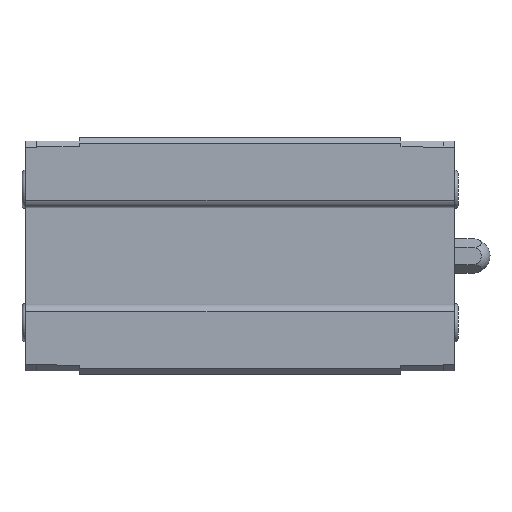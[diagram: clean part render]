
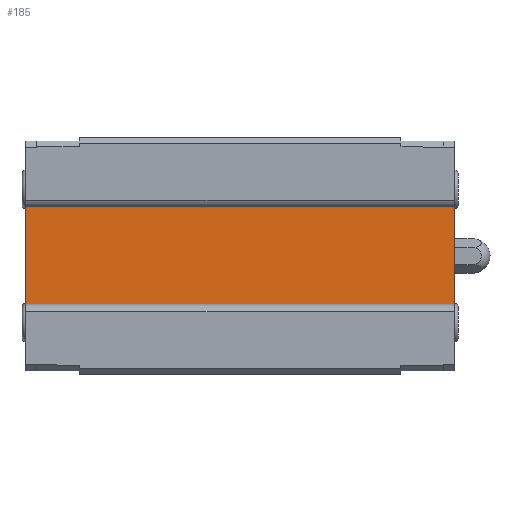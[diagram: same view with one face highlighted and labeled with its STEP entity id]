
A CAD part, front view. The second image highlights one B-rep face of the part: STEP entity #185.
In plain terms, the highlighted planar face has unit normal (0, -1, 0).
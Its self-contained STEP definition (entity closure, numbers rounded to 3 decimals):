
#19 = VERTEX_POINT ( 'NONE', #1073 ) ;
#39 = EDGE_CURVE ( 'NONE', #53, #19, #1155, .T. ) ;
#53 = VERTEX_POINT ( 'NONE', #1133 ) ;
#180 = EDGE_CURVE ( 'NONE', #53, #924, #1358, .T. ) ;
#184 = EDGE_LOOP ( 'NONE', ( #187, #205, #199, #203 ) ) ;
#185 = ADVANCED_FACE ( 'NONE', ( #1354 ), #1353, .F. ) ;
#187 = ORIENTED_EDGE ( 'NONE', *, *, #180, .T. ) ;
#199 = ORIENTED_EDGE ( 'NONE', *, *, #202, .F. ) ;
#202 = EDGE_CURVE ( 'NONE', #19, #933, #1395, .T. ) ;
#203 = ORIENTED_EDGE ( 'NONE', *, *, #39, .F. ) ;
#205 = ORIENTED_EDGE ( 'NONE', *, *, #923, .F. ) ;
#923 = EDGE_CURVE ( 'NONE', #933, #924, #2516, .T. ) ;
#924 = VERTEX_POINT ( 'NONE', #2512 ) ;
#933 = VERTEX_POINT ( 'NONE', #2497 ) ;
#1073 = CARTESIAN_POINT ( 'NONE',  ( 28.9, 6., -7. ) ) ;
#1133 = CARTESIAN_POINT ( 'NONE',  ( 28.9, 6., 7. ) ) ;
#1152 = DIRECTION ( 'NONE',  ( 0., 0., -1. ) ) ;
#1153 = VECTOR ( 'NONE', #1152, 1000. ) ;
#1154 = CARTESIAN_POINT ( 'NONE',  ( 28.9, 6., 7. ) ) ;
#1155 = LINE ( 'NONE', #1154, #1153 ) ;
#1349 = DIRECTION ( 'NONE',  ( 0., 0., 1. ) ) ;
#1350 = DIRECTION ( 'NONE',  ( 0., 1., 0. ) ) ;
#1351 = CARTESIAN_POINT ( 'NONE',  ( 21.7, 6., 7. ) ) ;
#1352 = AXIS2_PLACEMENT_3D ( 'NONE', #1351, #1350, #1349 ) ;
#1353 = PLANE ( 'NONE',  #1352 ) ;
#1354 = FACE_OUTER_BOUND ( 'NONE', #184, .T. ) ;
#1355 = DIRECTION ( 'NONE',  ( -1., 0., 0. ) ) ;
#1356 = VECTOR ( 'NONE', #1355, 1000. ) ;
#1357 = CARTESIAN_POINT ( 'NONE',  ( 21.7, 6., 7. ) ) ;
#1358 = LINE ( 'NONE', #1357, #1356 ) ;
#1388 = DIRECTION ( 'NONE',  ( -1., 0., 0. ) ) ;
#1389 = VECTOR ( 'NONE', #1388, 1000. ) ;
#1390 = CARTESIAN_POINT ( 'NONE',  ( 21.7, 6., -7. ) ) ;
#1395 = LINE ( 'NONE', #1390, #1389 ) ;
#2497 = CARTESIAN_POINT ( 'NONE',  ( -28.9, 6., -7. ) ) ;
#2512 = CARTESIAN_POINT ( 'NONE',  ( -28.9, 6., 7. ) ) ;
#2513 = DIRECTION ( 'NONE',  ( 0., 0., 1. ) ) ;
#2514 = VECTOR ( 'NONE', #2513, 1000. ) ;
#2515 = CARTESIAN_POINT ( 'NONE',  ( -28.9, 6., -7. ) ) ;
#2516 = LINE ( 'NONE', #2515, #2514 ) ;
